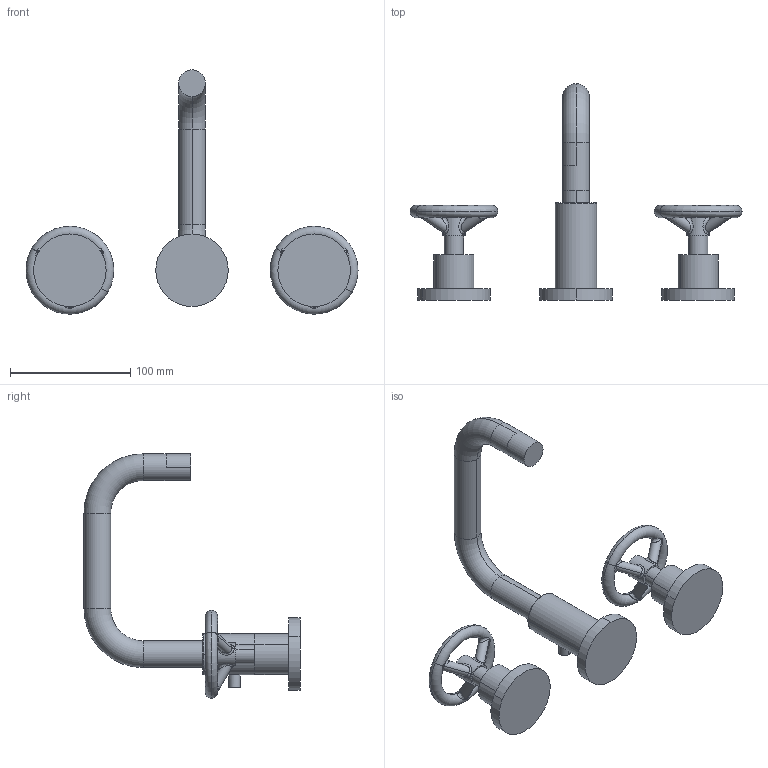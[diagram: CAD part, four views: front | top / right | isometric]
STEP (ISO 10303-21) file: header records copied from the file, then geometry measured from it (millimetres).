
FILE_DESCRIPTION((''),'2;1');
FILE_NAME('2960','2020-11-30T09:56:58',('jinson.thomas'),(''),'CREO PARAMETRIC BY PTC INC, 2018400','CREO PARAMETRIC BY PTC INC, 2018400','');
FILE_SCHEMA(('CONFIG_CONTROL_DESIGN'));
Length unit declared in the file: inch
Products named in the file (1): 2960
Bounding box: 276.23 x 179.79 x 203.2 mm (x, y, z)
Volume: 368250.2 mm3; surface area: 76173.3 mm2
Topology: 3 solids, 3 shells, 105 faces, 250 edges, 152 vertices
Faces by surface type: cylinder 40, bspline 36, plane 15, torus 14
Entity records: 7122 total; most frequent: CARTESIAN_POINT 4929, ORIENTED_EDGE 500, DIRECTION 370, EDGE_CURVE 250, AXIS2_PLACEMENT_3D 161, VERTEX_POINT 152, EDGE_LOOP 118, B_SPLINE_CURVE_WITH_KNOTS 110
